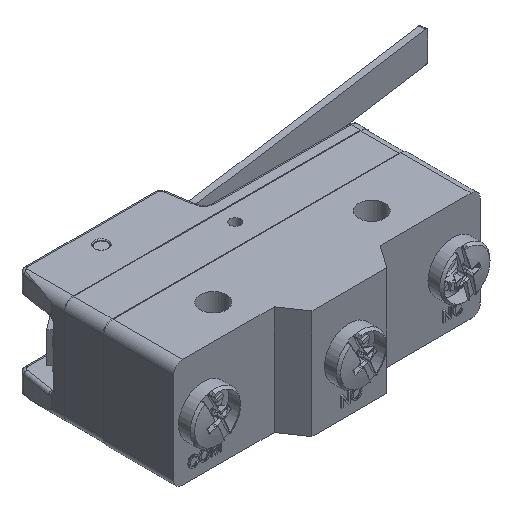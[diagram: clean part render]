
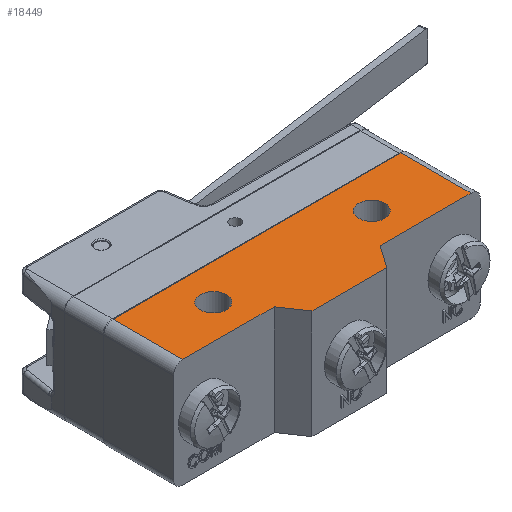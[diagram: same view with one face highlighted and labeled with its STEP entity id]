
A CAD part, isometric view. The second image highlights one B-rep face of the part: STEP entity #18449.
In plain terms, the highlighted planar face has unit normal (0, 0, 1).
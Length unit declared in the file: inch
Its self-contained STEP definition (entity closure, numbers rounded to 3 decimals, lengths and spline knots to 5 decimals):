
#837 = DIRECTION ( 'NONE',  ( -0.572, -0.82, 0. ) ) ;
#1146 = VECTOR ( 'NONE', #20532, 39.37008 ) ;
#1230 = CARTESIAN_POINT ( 'NONE',  ( -0.90945, 0.14173, 0.3435 ) ) ;
#1278 = EDGE_CURVE ( 'NONE', #2561, #4167, #10098, .T. ) ;
#1481 = DIRECTION ( 'NONE',  ( 0., 0., -1. ) ) ;
#1835 = ORIENTED_EDGE ( 'NONE', *, *, #8876, .F. ) ;
#1850 = ORIENTED_EDGE ( 'NONE', *, *, #23389, .T. ) ;
#1945 = DIRECTION ( 'NONE',  ( -1., 0., 0. ) ) ;
#2561 = VERTEX_POINT ( 'NONE', #15036 ) ;
#2882 = CARTESIAN_POINT ( 'NONE',  ( 0.23622, 0., 0.3435 ) ) ;
#2984 = LINE ( 'NONE', #10675, #1146 ) ;
#3272 = DIRECTION ( 'NONE',  ( -1., 0., 0. ) ) ;
#3527 = CARTESIAN_POINT ( 'NONE',  ( -0.33418, 0.14173, 0.3435 ) ) ;
#4112 = ORIENTED_EDGE ( 'NONE', *, *, #18817, .F. ) ;
#4167 = VERTEX_POINT ( 'NONE', #3527 ) ;
#4303 = ORIENTED_EDGE ( 'NONE', *, *, #8257, .F. ) ;
#4632 = VECTOR ( 'NONE', #11393, 39.37008 ) ;
#4659 = VECTOR ( 'NONE', #8849, 39.37008 ) ;
#4993 = DIRECTION ( 'NONE',  ( 0., 0., 1. ) ) ;
#5095 = LINE ( 'NONE', #14268, #20478 ) ;
#5267 = EDGE_LOOP ( 'NONE', ( #21686, #9973, #4112, #17502, #1835, #1850, #19276, #20905 ) ) ;
#5624 = VERTEX_POINT ( 'NONE', #2882 ) ;
#5733 = LINE ( 'NONE', #19124, #20518 ) ;
#7256 = FACE_BOUND ( 'NONE', #12128, .T. ) ;
#7366 = VERTEX_POINT ( 'NONE', #8509 ) ;
#7418 = EDGE_CURVE ( 'NONE', #5624, #2561, #11002, .T. ) ;
#8257 = EDGE_CURVE ( 'NONE', #7366, #7366, #11243, .T. ) ;
#8509 = CARTESIAN_POINT ( 'NONE',  ( 0.58268, 0.35827, 0.3435 ) ) ;
#8849 = DIRECTION ( 'NONE',  ( -0.569, 0.823, 0. ) ) ;
#8876 = EDGE_CURVE ( 'NONE', #15272, #22677, #9117, .T. ) ;
#9117 = LINE ( 'NONE', #21497, #23865 ) ;
#9521 = CARTESIAN_POINT ( 'NONE',  ( 0.5, 0.35827, 0.3435 ) ) ;
#9682 = DIRECTION ( 'NONE',  ( 0., 0., 1. ) ) ;
#9973 = ORIENTED_EDGE ( 'NONE', *, *, #7418, .F. ) ;
#10098 = LINE ( 'NONE', #10852, #4659 ) ;
#10631 = AXIS2_PLACEMENT_3D ( 'NONE', #22126, #4993, #24065 ) ;
#10675 = CARTESIAN_POINT ( 'NONE',  ( 0.9685, 0.14173, 0.3435 ) ) ;
#10852 = CARTESIAN_POINT ( 'NONE',  ( -0.23622, 0., 0.3435 ) ) ;
#11002 = LINE ( 'NONE', #17084, #4632 ) ;
#11243 = CIRCLE ( 'NONE', #19122, 0.08268 ) ;
#11393 = DIRECTION ( 'NONE',  ( -1., 0., 0. ) ) ;
#12002 = CARTESIAN_POINT ( 'NONE',  ( -0.90945, 0.14173, 0.3435 ) ) ;
#12128 = EDGE_LOOP ( 'NONE', ( #4303 ) ) ;
#13088 = VERTEX_POINT ( 'NONE', #12002 ) ;
#13527 = FACE_BOUND ( 'NONE', #25060, .T. ) ;
#13633 = DIRECTION ( 'NONE',  ( 1., 0., 0. ) ) ;
#14041 = ORIENTED_EDGE ( 'NONE', *, *, #16313, .F. ) ;
#14268 = CARTESIAN_POINT ( 'NONE',  ( 0.9685, 0.14173, 0.3435 ) ) ;
#14707 = LINE ( 'NONE', #1230, #18013 ) ;
#15036 = CARTESIAN_POINT ( 'NONE',  ( -0.23622, 0., 0.3435 ) ) ;
#15272 = VERTEX_POINT ( 'NONE', #17171 ) ;
#15903 = VECTOR ( 'NONE', #837, 39.37008 ) ;
#16313 = EDGE_CURVE ( 'NONE', #18465, #18465, #18030, .T. ) ;
#16667 = EDGE_CURVE ( 'NONE', #4167, #13088, #5095, .T. ) ;
#17084 = CARTESIAN_POINT ( 'NONE',  ( 0.9685, 0., 0.3435 ) ) ;
#17171 = CARTESIAN_POINT ( 'NONE',  ( 0.90945, 0.58661, 0.3435 ) ) ;
#17502 = ORIENTED_EDGE ( 'NONE', *, *, #18984, .F. ) ;
#17996 = DIRECTION ( 'NONE',  ( 0., -1., 0. ) ) ;
#18013 = VECTOR ( 'NONE', #24202, 39.37008 ) ;
#18030 = CIRCLE ( 'NONE', #10631, 0.08268 ) ;
#18128 = CARTESIAN_POINT ( 'NONE',  ( 0.33511, 0.14173, 0.3435 ) ) ;
#18449 = ADVANCED_FACE ( 'NONE', ( #13527, #19535, #7256 ), #18589, .F. ) ;
#18465 = VERTEX_POINT ( 'NONE', #20544 ) ;
#18589 = PLANE ( 'NONE',  #19843 ) ;
#18817 = EDGE_CURVE ( 'NONE', #20342, #5624, #20175, .T. ) ;
#18984 = EDGE_CURVE ( 'NONE', #22677, #20342, #2984, .T. ) ;
#19014 = CARTESIAN_POINT ( 'NONE',  ( 0.90945, 0.14173, 0.3435 ) ) ;
#19122 = AXIS2_PLACEMENT_3D ( 'NONE', #9521, #9682, #13633 ) ;
#19124 = CARTESIAN_POINT ( 'NONE',  ( -1.04331, 0.58661, 0.3435 ) ) ;
#19180 = CARTESIAN_POINT ( 'NONE',  ( -0.90945, 0.58661, 0.3435 ) ) ;
#19234 = EDGE_CURVE ( 'NONE', #13088, #20000, #14707, .T. ) ;
#19276 = ORIENTED_EDGE ( 'NONE', *, *, #19234, .F. ) ;
#19535 = FACE_OUTER_BOUND ( 'NONE', #5267, .T. ) ;
#19843 = AXIS2_PLACEMENT_3D ( 'NONE', #22514, #1481, #3272 ) ;
#20000 = VERTEX_POINT ( 'NONE', #19180 ) ;
#20029 = DIRECTION ( 'NONE',  ( -1., 0., 0. ) ) ;
#20175 = LINE ( 'NONE', #18128, #15903 ) ;
#20342 = VERTEX_POINT ( 'NONE', #20716 ) ;
#20478 = VECTOR ( 'NONE', #20029, 39.37008 ) ;
#20518 = VECTOR ( 'NONE', #1945, 39.37008 ) ;
#20532 = DIRECTION ( 'NONE',  ( -1., 0., 0. ) ) ;
#20544 = CARTESIAN_POINT ( 'NONE',  ( -0.41732, 0.35827, 0.3435 ) ) ;
#20716 = CARTESIAN_POINT ( 'NONE',  ( 0.33511, 0.14173, 0.3435 ) ) ;
#20905 = ORIENTED_EDGE ( 'NONE', *, *, #16667, .F. ) ;
#21497 = CARTESIAN_POINT ( 'NONE',  ( 0.90945, 0.14173, 0.3435 ) ) ;
#21686 = ORIENTED_EDGE ( 'NONE', *, *, #1278, .F. ) ;
#22126 = CARTESIAN_POINT ( 'NONE',  ( -0.5, 0.35827, 0.3435 ) ) ;
#22514 = CARTESIAN_POINT ( 'NONE',  ( 0.9685, 0.14173, 0.3435 ) ) ;
#22677 = VERTEX_POINT ( 'NONE', #19014 ) ;
#23389 = EDGE_CURVE ( 'NONE', #15272, #20000, #5733, .T. ) ;
#23865 = VECTOR ( 'NONE', #17996, 39.37008 ) ;
#24065 = DIRECTION ( 'NONE',  ( 1., 0., 0. ) ) ;
#24202 = DIRECTION ( 'NONE',  ( 0., 1., 0. ) ) ;
#25060 = EDGE_LOOP ( 'NONE', ( #14041 ) ) ;
